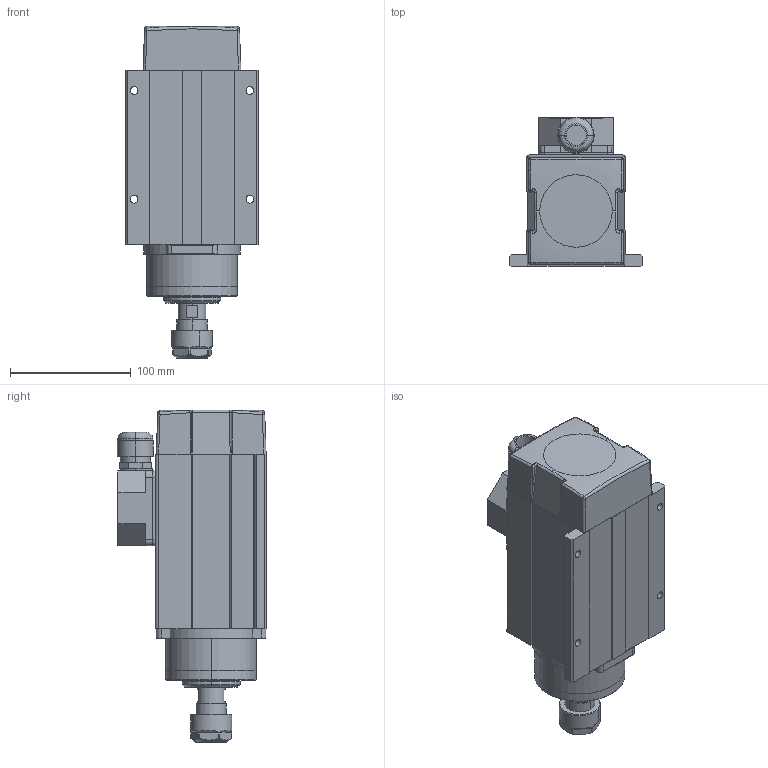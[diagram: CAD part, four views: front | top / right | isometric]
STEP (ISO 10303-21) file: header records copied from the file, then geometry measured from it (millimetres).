
FILE_DESCRIPTION (( 'STEP AP214' ), '1' );
FILE_NAME ('GDF46-18Z-1.5諉盄碟湍褐遴.STEP', '2024-07-18T00:13:08', ( '00' ), ( '' ), 'SwSTEP 2.0', 'SolidWorks 2018', '' );
FILE_SCHEMA (( 'AUTOMOTIVE_DESIGN' ));
Length unit declared in the file: millimetre
Products named in the file (13): ER20 粟俶芠標; GDF46-18Z-1.5-06 躇猾裔1; 瑞欶.prt; GDF46-18Z-1.5諉盄碟湍褐遴; 傷裔; 袪謂﹞粣; ヶ裔; GDF46睿60籵蚚堤盄碟62x62; GDF46-18Z-1.5-06 湍褐梟儂褲; GDF46睿60籵蚚堤盄碟62x62-PG13; 萇埭羲壽M18x1.5PG13.5AD18; ER20蹟簽; GDF46睿60籵蚚寡蝶菜62x62
Assembly tree (12 placements, depth 3):
  GDF46-18Z-1.5諉盄碟湍褐遴
    GDF46-18Z-1.5-06 湍褐梟儂褲
    傷裔
    ヶ裔
    GDF46-18Z-1.5-06 躇猾裔1
    袪謂﹞粣
    瑞欶.prt
    ER20 粟俶芠標
    ER20蹟簽
    GDF46睿60籵蚚堤盄碟62x62-PG13
      GDF46睿60籵蚚寡蝶菜62x62
      GDF46睿60籵蚚堤盄碟62x62
      萇埭羲壽M18x1.5PG13.5AD18
Bounding box: 110 x 123.8 x 275 mm (x, y, z)
Volume: 628820.9 mm3; surface area: 267421 mm2
Topology: 11 solids, 11 shells, 519 faces, 1328 edges, 857 vertices
Faces by surface type: plane 221, cylinder 213, bspline 48, cone 37
Entity records: 24372 total; most frequent: CARTESIAN_POINT 5574, ORIENTED_EDGE 2628, DIRECTION 2615, EDGE_CURVE 1314, AXIS2_PLACEMENT_3D 964, VERTEX_POINT 857, VECTOR 687, LINE 687
